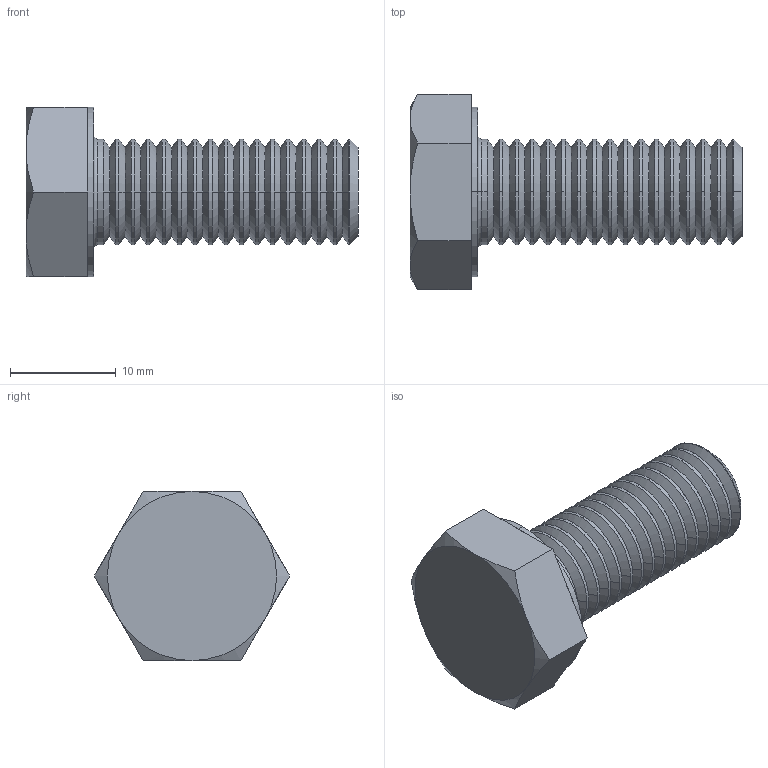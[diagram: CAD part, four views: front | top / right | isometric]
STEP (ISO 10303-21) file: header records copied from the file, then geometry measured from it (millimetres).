
FILE_DESCRIPTION (( 'STEP AP203' ), '1' );
FILE_NAME ('Bolt 3_Défaut_sldprt.STEP', '2020-01-15T10:59:48', ( '' ), ( '' ), 'SwSTEP 2.0', 'SolidWorks 2017', '' );
FILE_SCHEMA (( 'CONFIG_CONTROL_DESIGN' ));
Length unit declared in the file: millimetre
Products named in the file (1): Bolt 3_Défaut_sldprt
Bounding box: 31.4 x 18.48 x 16 mm (x, y, z)
Volume: 3128.5 mm3; surface area: 1897.8 mm2
Topology: 1 solids, 1 shells, 125 faces, 316 edges, 194 vertices
Faces by surface type: cone 72, cylinder 36, plane 15, torus 2
Entity records: 3919 total; most frequent: DIRECTION 740, CARTESIAN_POINT 708, ORIENTED_EDGE 632, EDGE_CURVE 316, AXIS2_PLACEMENT_3D 310, VERTEX_POINT 194, CIRCLE 184, EDGE_LOOP 126
